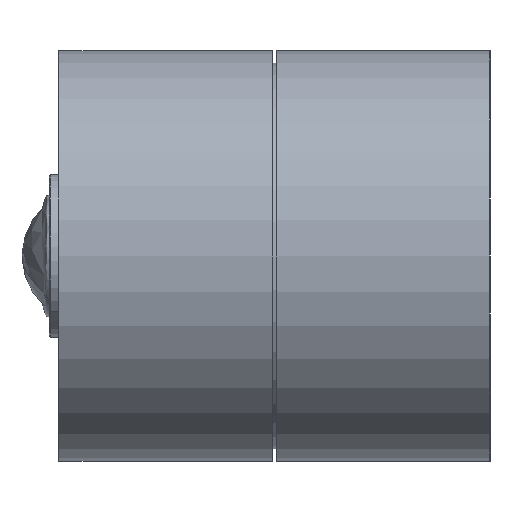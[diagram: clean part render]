
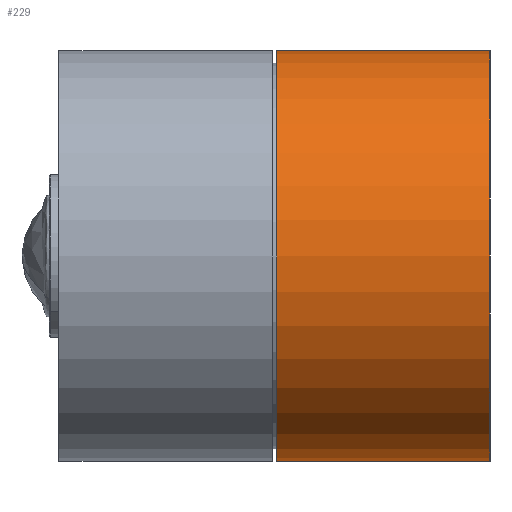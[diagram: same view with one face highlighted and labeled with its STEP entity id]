
A CAD part, left-side view. The second image highlights one B-rep face of the part: STEP entity #229.
In plain terms, the highlighted cylindrical face has radius 25 mm (diameter 50 mm), a partial arc.
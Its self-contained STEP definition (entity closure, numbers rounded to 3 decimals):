
#110 = CIRCLE ( 'NONE', #6714, 25. ) ;
#229 = ADVANCED_FACE ( 'NONE', ( #4439 ), #809, .T. ) ;
#240 = EDGE_CURVE ( 'NONE', #10103, #745, #110, .T. ) ;
#745 = VERTEX_POINT ( 'NONE', #3107 ) ;
#809 = CYLINDRICAL_SURFACE ( 'NONE', #4507, 25. ) ;
#826 = CARTESIAN_POINT ( 'NONE',  ( -50., 0., -25. ) ) ;
#925 = VECTOR ( 'NONE', #6835, 1000. ) ;
#994 = EDGE_CURVE ( 'NONE', #8426, #5526, #2511, .T. ) ;
#1510 = AXIS2_PLACEMENT_3D ( 'NONE', #1723, #3354, #8310 ) ;
#1723 = CARTESIAN_POINT ( 'NONE',  ( -50., 26., 0. ) ) ;
#1885 = CARTESIAN_POINT ( 'NONE',  ( -50., 2.5, 25. ) ) ;
#2250 = LINE ( 'NONE', #4067, #7406 ) ;
#2323 = ORIENTED_EDGE ( 'NONE', *, *, #2980, .T. ) ;
#2511 = CIRCLE ( 'NONE', #1510, 25. ) ;
#2783 = CARTESIAN_POINT ( 'NONE',  ( -50., 26., 25. ) ) ;
#2980 = EDGE_CURVE ( 'NONE', #5526, #10103, #2250, .T. ) ;
#3107 = CARTESIAN_POINT ( 'NONE',  ( -50., 0., 25. ) ) ;
#3354 = DIRECTION ( 'NONE',  ( 0., -1., 0. ) ) ;
#3618 = CARTESIAN_POINT ( 'NONE',  ( -50., 0., 0. ) ) ;
#3917 = ORIENTED_EDGE ( 'NONE', *, *, #994, .T. ) ;
#4067 = CARTESIAN_POINT ( 'NONE',  ( -50., 2.5, -25. ) ) ;
#4380 = CARTESIAN_POINT ( 'NONE',  ( -50., 2.5, 0. ) ) ;
#4439 = FACE_OUTER_BOUND ( 'NONE', #9695, .T. ) ;
#4498 = DIRECTION ( 'NONE',  ( 0., 1., 0. ) ) ;
#4507 = AXIS2_PLACEMENT_3D ( 'NONE', #4380, #10330, #10148 ) ;
#4920 = EDGE_CURVE ( 'NONE', #8426, #745, #10471, .T. ) ;
#5526 = VERTEX_POINT ( 'NONE', #6536 ) ;
#6536 = CARTESIAN_POINT ( 'NONE',  ( -50., 26., -25. ) ) ;
#6714 = AXIS2_PLACEMENT_3D ( 'NONE', #3618, #4498, #9203 ) ;
#6835 = DIRECTION ( 'NONE',  ( 0., -1., 0. ) ) ;
#7406 = VECTOR ( 'NONE', #11722, 1000. ) ;
#7423 = ORIENTED_EDGE ( 'NONE', *, *, #240, .T. ) ;
#8310 = DIRECTION ( 'NONE',  ( 0., 0., -1. ) ) ;
#8426 = VERTEX_POINT ( 'NONE', #2783 ) ;
#9203 = DIRECTION ( 'NONE',  ( 0., 0., 1. ) ) ;
#9695 = EDGE_LOOP ( 'NONE', ( #10221, #3917, #2323, #7423 ) ) ;
#10103 = VERTEX_POINT ( 'NONE', #826 ) ;
#10148 = DIRECTION ( 'NONE',  ( 0., 0., -1. ) ) ;
#10221 = ORIENTED_EDGE ( 'NONE', *, *, #4920, .F. ) ;
#10330 = DIRECTION ( 'NONE',  ( 0., -1., 0. ) ) ;
#10471 = LINE ( 'NONE', #1885, #925 ) ;
#11722 = DIRECTION ( 'NONE',  ( 0., -1., 0. ) ) ;
